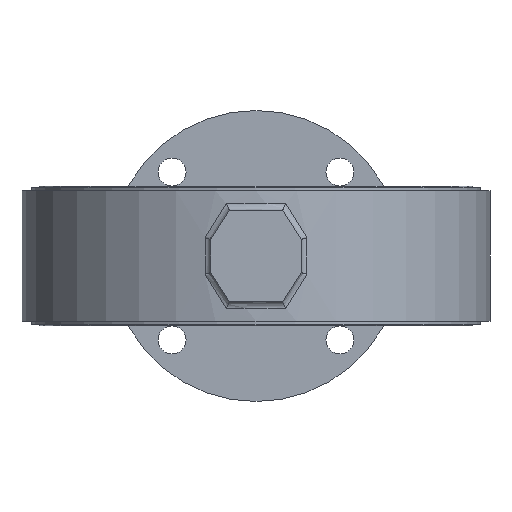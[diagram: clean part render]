
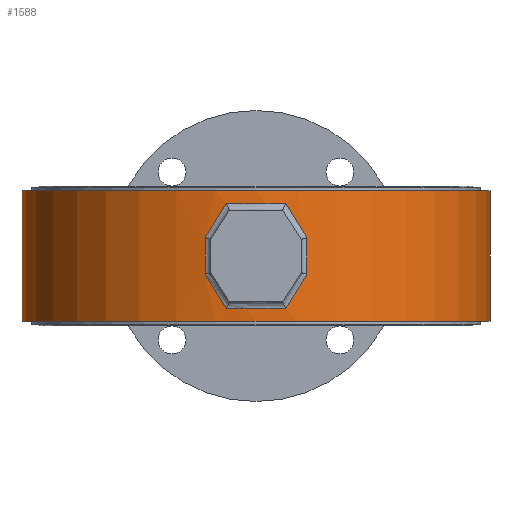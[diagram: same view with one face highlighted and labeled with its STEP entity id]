
A CAD part, front view. The second image highlights one B-rep face of the part: STEP entity #1588.
In plain terms, the highlighted cylindrical face has radius 100.5 mm (diameter 201 mm), a partial arc.
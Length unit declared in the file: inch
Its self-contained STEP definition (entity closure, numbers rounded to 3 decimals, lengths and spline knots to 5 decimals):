
#253 = CIRCLE ( 'NONE', #12531, 3.95669 ) ;
#278 = DIRECTION ( 'NONE',  ( 0., 0., -1. ) ) ;
#294 = CIRCLE ( 'NONE', #13246, 3.95669 ) ;
#565 = LINE ( 'NONE', #1789, #9283 ) ;
#578 = CARTESIAN_POINT ( 'NONE',  ( 2.39803, 1.08382, 7.77953 ) ) ;
#611 = EDGE_CURVE ( 'NONE', #4491, #13935, #5960, .T. ) ;
#762 = CARTESIAN_POINT ( 'NONE',  ( 2.16045, 1.03661, 7.36963 ) ) ;
#773 = VECTOR ( 'NONE', #5126, 39.37008 ) ;
#846 = VERTEX_POINT ( 'NONE', #7910 ) ;
#865 = DIRECTION ( 'NONE',  ( 0., 0., -1. ) ) ;
#1060 = AXIS2_PLACEMENT_3D ( 'NONE', #6368, #9505, #10883 ) ;
#1146 =( BOUNDED_CURVE ( )  B_SPLINE_CURVE ( 3, ( #13397, #1302, #3611, #3399 ),
 .UNSPECIFIED., .F., .F. ) 
 B_SPLINE_CURVE_WITH_KNOTS ( ( 4, 4 ),
 ( 4.49325, 4.58507 ),
 .UNSPECIFIED. ) 
 CURVE ( )  GEOMETRIC_REPRESENTATION_ITEM ( )  RATIONAL_B_SPLINE_CURVE ( ( 1., 0.999, 0.999, 1. ) ) 
 REPRESENTATION_ITEM ( '' )  );
#1302 = CARTESIAN_POINT ( 'NONE',  ( 2.27979, 1.05749, 6.17672 ) ) ;
#1394 = CARTESIAN_POINT ( 'NONE',  ( -2.4188, 4.94589, 7.77953 ) ) ;
#1509 =( BOUNDED_CURVE ( )  B_SPLINE_CURVE ( 3, ( #12700, #762, #8266, #11437 ),
 .UNSPECIFIED., .F., .F. ) 
 B_SPLINE_CURVE_WITH_KNOTS ( ( 4, 4 ),
 ( 4.83971, 4.93153 ),
 .UNSPECIFIED. ) 
 CURVE ( )  GEOMETRIC_REPRESENTATION_ITEM ( )  RATIONAL_B_SPLINE_CURVE ( ( 1., 0.999, 0.999, 1. ) ) 
 REPRESENTATION_ITEM ( '' )  );
#1538 = ORIENTED_EDGE ( 'NONE', *, *, #4401, .F. ) ;
#1588 = ADVANCED_FACE ( 'NONE', ( #12753, #6192 ), #5003, .T. ) ;
#1789 = CARTESIAN_POINT ( 'NONE',  ( -2.4188, 4.94589, 7.77953 ) ) ;
#1830 = ORIENTED_EDGE ( 'NONE', *, *, #12143, .T. ) ;
#1867 = VERTEX_POINT ( 'NONE', #9028 ) ;
#1868 = LINE ( 'NONE', #578, #2954 ) ;
#1869 = CARTESIAN_POINT ( 'NONE',  ( 5.49459, 4.94589, 7.77953 ) ) ;
#1995 = EDGE_CURVE ( 'NONE', #6589, #846, #253, .T. ) ;
#2119 = CARTESIAN_POINT ( 'NONE',  ( 0.796, 1.05749, 6.17672 ) ) ;
#2190 = CARTESIAN_POINT ( 'NONE',  ( 5.49459, 4.94589, 7.77953 ) ) ;
#2265 = CARTESIAN_POINT ( 'NONE',  ( 5.49459, 4.94589, 5.5748 ) ) ;
#2423 = ORIENTED_EDGE ( 'NONE', *, *, #7182, .T. ) ;
#2684 = ORIENTED_EDGE ( 'NONE', *, *, #11883, .T. ) ;
#2954 = VECTOR ( 'NONE', #865, 39.37008 ) ;
#3103 = CARTESIAN_POINT ( 'NONE',  ( 2.39803, 1.08382, 6.367 ) ) ;
#3399 = CARTESIAN_POINT ( 'NONE',  ( 2.04029, 1.02122, 5.79134 ) ) ;
#3610 = EDGE_CURVE ( 'NONE', #14119, #4197, #8556, .T. ) ;
#3611 = CARTESIAN_POINT ( 'NONE',  ( 2.16045, 1.03661, 5.9847 ) ) ;
#3861 = ORIENTED_EDGE ( 'NONE', *, *, #1995, .T. ) ;
#4036 = DIRECTION ( 'NONE',  ( 0., 0., -1. ) ) ;
#4197 = VERTEX_POINT ( 'NONE', #2265 ) ;
#4401 = EDGE_CURVE ( 'NONE', #4197, #1867, #294, .T. ) ;
#4491 = VERTEX_POINT ( 'NONE', #11133 ) ;
#4570 = CARTESIAN_POINT ( 'NONE',  ( 1.53789, 4.94589, 7.56299 ) ) ;
#4679 = CARTESIAN_POINT ( 'NONE',  ( 1.53789, 4.94589, 7.77953 ) ) ;
#4803 = VERTEX_POINT ( 'NONE', #14001 ) ;
#5003 = CYLINDRICAL_SURFACE ( 'NONE', #8838, 3.95669 ) ;
#5048 = CARTESIAN_POINT ( 'NONE',  ( 1.53789, 4.94589, 5.5748 ) ) ;
#5126 = DIRECTION ( 'NONE',  ( 0., 0., -1. ) ) ;
#5138 = DIRECTION ( 'NONE',  ( 1., 0., 0. ) ) ;
#5243 = DIRECTION ( 'NONE',  ( -1., 0., 0. ) ) ;
#5374 = CARTESIAN_POINT ( 'NONE',  ( 0.91533, 1.03661, 5.9847 ) ) ;
#5545 = ORIENTED_EDGE ( 'NONE', *, *, #12528, .F. ) ;
#5557 = VECTOR ( 'NONE', #10043, 39.37008 ) ;
#5848 = CARTESIAN_POINT ( 'NONE',  ( 0.67775, 1.08382, 6.367 ) ) ;
#5872 = EDGE_CURVE ( 'NONE', #846, #4803, #1509, .T. ) ;
#5960 =( BOUNDED_CURVE ( )  B_SPLINE_CURVE ( 3, ( #6561, #5374, #2119, #12146 ),
 .UNSPECIFIED., .F., .T. ) 
 B_SPLINE_CURVE_WITH_KNOTS ( ( 4, 4 ),
 ( 1.69811, 1.78993 ),
 .UNSPECIFIED. ) 
 CURVE ( )  GEOMETRIC_REPRESENTATION_ITEM ( )  RATIONAL_B_SPLINE_CURVE ( ( 1., 0.999, 0.999, 1. ) ) 
 REPRESENTATION_ITEM ( '' )  );
#6035 = DIRECTION ( 'NONE',  ( 0., 0., -1. ) ) ;
#6123 = VERTEX_POINT ( 'NONE', #11959 ) ;
#6192 = FACE_BOUND ( 'NONE', #8795, .T. ) ;
#6368 = CARTESIAN_POINT ( 'NONE',  ( 1.53789, 4.94589, 5.79134 ) ) ;
#6561 = CARTESIAN_POINT ( 'NONE',  ( 1.0355, 1.02122, 5.79134 ) ) ;
#6589 = VERTEX_POINT ( 'NONE', #6967 ) ;
#6967 = CARTESIAN_POINT ( 'NONE',  ( 1.0355, 1.02122, 7.56299 ) ) ;
#7182 = EDGE_CURVE ( 'NONE', #13935, #6123, #11054, .T. ) ;
#7234 = CIRCLE ( 'NONE', #13422, 3.95669 ) ;
#7429 = CARTESIAN_POINT ( 'NONE',  ( 0.67775, 1.08382, 6.98733 ) ) ;
#7495 = CARTESIAN_POINT ( 'NONE',  ( 0.796, 1.05749, 7.17761 ) ) ;
#7712 = ORIENTED_EDGE ( 'NONE', *, *, #10069, .T. ) ;
#7910 = CARTESIAN_POINT ( 'NONE',  ( 2.04029, 1.02122, 7.56299 ) ) ;
#8200 = EDGE_CURVE ( 'NONE', #12307, #4491, #11955, .T. ) ;
#8266 = CARTESIAN_POINT ( 'NONE',  ( 2.27979, 1.05749, 7.17761 ) ) ;
#8556 = LINE ( 'NONE', #1869, #773 ) ;
#8769 = DIRECTION ( 'NONE',  ( -1., 0., 0. ) ) ;
#8795 = EDGE_LOOP ( 'NONE', ( #10843, #11143, #2423, #7712, #3861, #10011, #1830, #2684 ) ) ;
#8838 = AXIS2_PLACEMENT_3D ( 'NONE', #4679, #278, #8769 ) ;
#8878 = DIRECTION ( 'NONE',  ( 1., 0., 0. ) ) ;
#8951 = CARTESIAN_POINT ( 'NONE',  ( 1.53789, 4.94589, 7.77953 ) ) ;
#9028 = CARTESIAN_POINT ( 'NONE',  ( -2.4188, 4.94589, 5.5748 ) ) ;
#9283 = VECTOR ( 'NONE', #6035, 39.37008 ) ;
#9505 = DIRECTION ( 'NONE',  ( 0., 0., -1. ) ) ;
#9605 = VERTEX_POINT ( 'NONE', #1394 ) ;
#9775 = CARTESIAN_POINT ( 'NONE',  ( 1.0355, 1.02122, 7.56299 ) ) ;
#10011 = ORIENTED_EDGE ( 'NONE', *, *, #5872, .T. ) ;
#10043 = DIRECTION ( 'NONE',  ( 0., 0., 1. ) ) ;
#10050 = ORIENTED_EDGE ( 'NONE', *, *, #12328, .T. ) ;
#10052 = VERTEX_POINT ( 'NONE', #3103 ) ;
#10061 = DIRECTION ( 'NONE',  ( 0., 0., 1. ) ) ;
#10069 = EDGE_CURVE ( 'NONE', #6123, #6589, #11230, .T. ) ;
#10129 = DIRECTION ( 'NONE',  ( 0., 0., 1. ) ) ;
#10843 = ORIENTED_EDGE ( 'NONE', *, *, #8200, .T. ) ;
#10883 = DIRECTION ( 'NONE',  ( -1., 0., 0. ) ) ;
#10910 = EDGE_LOOP ( 'NONE', ( #13492, #5545, #10050, #1538 ) ) ;
#11054 = LINE ( 'NONE', #12244, #5557 ) ;
#11133 = CARTESIAN_POINT ( 'NONE',  ( 1.0355, 1.02122, 5.79134 ) ) ;
#11143 = ORIENTED_EDGE ( 'NONE', *, *, #611, .T. ) ;
#11230 =( BOUNDED_CURVE ( )  B_SPLINE_CURVE ( 3, ( #7429, #7495, #13962, #9775 ),
 .UNSPECIFIED., .F., .F. ) 
 B_SPLINE_CURVE_WITH_KNOTS ( ( 4, 4 ),
 ( 1.35166, 1.44348 ),
 .UNSPECIFIED. ) 
 CURVE ( )  GEOMETRIC_REPRESENTATION_ITEM ( )  RATIONAL_B_SPLINE_CURVE ( ( 1., 0.999, 0.999, 1. ) ) 
 REPRESENTATION_ITEM ( '' )  );
#11437 = CARTESIAN_POINT ( 'NONE',  ( 2.39803, 1.08382, 6.98733 ) ) ;
#11883 = EDGE_CURVE ( 'NONE', #10052, #12307, #1146, .T. ) ;
#11955 = CIRCLE ( 'NONE', #1060, 3.95669 ) ;
#11959 = CARTESIAN_POINT ( 'NONE',  ( 0.67775, 1.08382, 6.98733 ) ) ;
#12143 = EDGE_CURVE ( 'NONE', #4803, #10052, #1868, .T. ) ;
#12146 = CARTESIAN_POINT ( 'NONE',  ( 0.67775, 1.08382, 6.367 ) ) ;
#12161 = CARTESIAN_POINT ( 'NONE',  ( 2.04029, 1.02122, 5.79134 ) ) ;
#12244 = CARTESIAN_POINT ( 'NONE',  ( 0.67775, 1.08382, 7.77953 ) ) ;
#12307 = VERTEX_POINT ( 'NONE', #12161 ) ;
#12328 = EDGE_CURVE ( 'NONE', #9605, #1867, #565, .T. ) ;
#12528 = EDGE_CURVE ( 'NONE', #9605, #14119, #7234, .T. ) ;
#12531 = AXIS2_PLACEMENT_3D ( 'NONE', #4570, #10061, #8878 ) ;
#12700 = CARTESIAN_POINT ( 'NONE',  ( 2.04029, 1.02122, 7.56299 ) ) ;
#12753 = FACE_OUTER_BOUND ( 'NONE', #10910, .T. ) ;
#13246 = AXIS2_PLACEMENT_3D ( 'NONE', #5048, #4036, #5243 ) ;
#13397 = CARTESIAN_POINT ( 'NONE',  ( 2.39803, 1.08382, 6.367 ) ) ;
#13422 = AXIS2_PLACEMENT_3D ( 'NONE', #8951, #10129, #5138 ) ;
#13492 = ORIENTED_EDGE ( 'NONE', *, *, #3610, .F. ) ;
#13935 = VERTEX_POINT ( 'NONE', #5848 ) ;
#13962 = CARTESIAN_POINT ( 'NONE',  ( 0.91533, 1.03661, 7.36963 ) ) ;
#14001 = CARTESIAN_POINT ( 'NONE',  ( 2.39803, 1.08382, 6.98733 ) ) ;
#14119 = VERTEX_POINT ( 'NONE', #2190 ) ;
